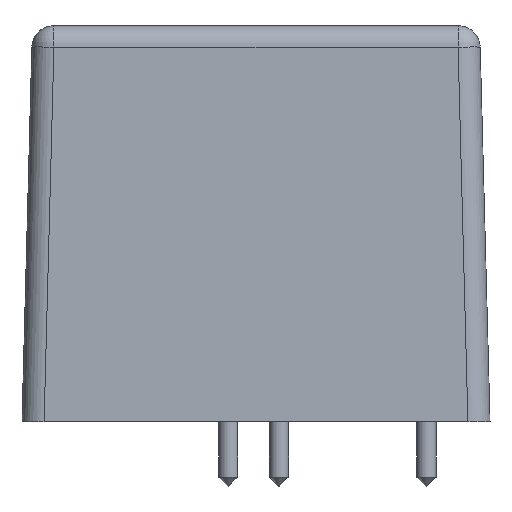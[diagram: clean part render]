
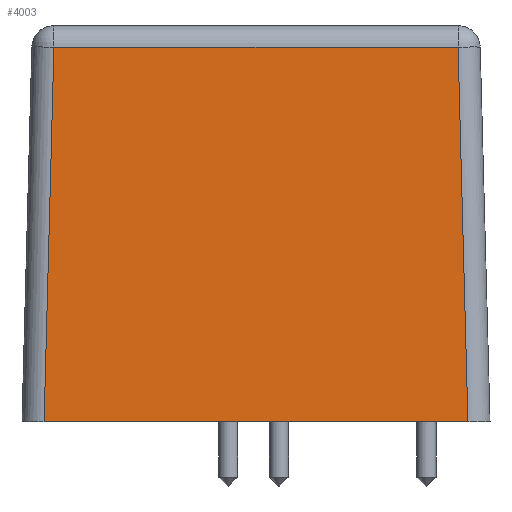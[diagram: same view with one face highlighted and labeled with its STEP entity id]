
A CAD part, left-side view. The second image highlights one B-rep face of the part: STEP entity #4003.
In plain terms, the highlighted planar face has unit normal (-1, 0, 0.026).
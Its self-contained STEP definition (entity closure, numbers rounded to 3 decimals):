
#224=PLANE('',#4324);
#377=FACE_OUTER_BOUND('',#624,.T.);
#624=EDGE_LOOP('',(#3238,#3239,#3240,#3241));
#982=LINE('',#6528,#1374);
#1018=LINE('',#6634,#1410);
#1019=LINE('',#6638,#1411);
#1020=LINE('',#6639,#1412);
#1374=VECTOR('',#5033,1000.);
#1410=VECTOR('',#5139,1000.);
#1411=VECTOR('',#5144,1000.);
#1412=VECTOR('',#5145,1000.);
#1920=VERTEX_POINT('',#6525);
#1921=VERTEX_POINT('',#6527);
#1956=VERTEX_POINT('',#6633);
#1957=VERTEX_POINT('',#6637);
#2375=EDGE_CURVE('',#1920,#1921,#982,.T.);
#2428=EDGE_CURVE('',#1921,#1956,#1018,.T.);
#2430=EDGE_CURVE('',#1920,#1957,#1019,.T.);
#2431=EDGE_CURVE('',#1957,#1956,#1020,.T.);
#3238=ORIENTED_EDGE('',*,*,#2428,.F.);
#3239=ORIENTED_EDGE('',*,*,#2375,.F.);
#3240=ORIENTED_EDGE('',*,*,#2430,.T.);
#3241=ORIENTED_EDGE('',*,*,#2431,.T.);
#4003=ADVANCED_FACE('',(#377),#224,.T.);
#4324=AXIS2_PLACEMENT_3D('',#6636,#5142,#5143);
#5033=DIRECTION('',(0.,1.,0.));
#5139=DIRECTION('',(0.026,-0.026,0.999));
#5142=DIRECTION('center_axis',(-1.,0.,0.026));
#5143=DIRECTION('ref_axis',(0.026,0.,1.));
#5144=DIRECTION('',(0.026,0.026,0.999));
#5145=DIRECTION('',(0.,1.,0.));
#6525=CARTESIAN_POINT('',(0.486,50.168,0.));
#6527=CARTESIAN_POINT('',(0.486,73.169,0.));
#6528=CARTESIAN_POINT('',(0.486,75.698,0.));
#6633=CARTESIAN_POINT('',(1.019,72.636,20.331));
#6634=CARTESIAN_POINT('',(0.487,73.168,0.031));
#6636=CARTESIAN_POINT('Origin',(0.486,49.068,0.));
#6637=CARTESIAN_POINT('',(1.019,50.7,20.331));
#6638=CARTESIAN_POINT('',(0.486,50.168,0.));
#6639=CARTESIAN_POINT('',(1.019,49.068,20.331));
